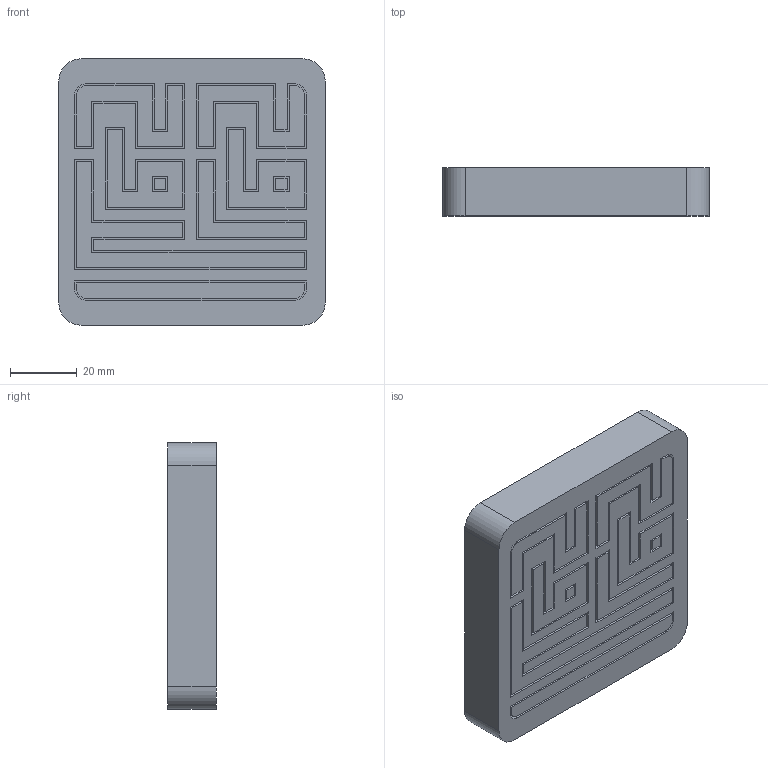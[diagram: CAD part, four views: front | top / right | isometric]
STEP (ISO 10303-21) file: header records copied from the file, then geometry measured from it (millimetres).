
FILE_DESCRIPTION(/* description */ (''),/* implementation_level */ '2;1');
FILE_NAME(/* name */ 'soms_v2 v4.step',/* time_stamp */ '2025-07-18T20:46:12-04:00',/* author */ (''),/* organization */ (''),/* preprocessor_version */ 'ST-DEVELOPER v20.1',/* originating_system */ 'Autodesk Translation Framework v14.10.0.0',/* authorisation */ '');
FILE_SCHEMA (('AUTOMOTIVE_DESIGN { 1 0 10303 214 3 1 1 }'));
Products named in the file (1): soms_v2
Bounding box: 80 x 14.53 x 80 mm (x, y, z)
Volume: 78198.9 mm3; surface area: 33313.5 mm2
Topology: 1 solids, 1 shells, 1388 faces, 3818 edges, 2510 vertices
Faces by surface type: plane 896, bspline 461, cylinder 31
Entity records: 51493 total; most frequent: CARTESIAN_POINT 19879, ORIENTED_EDGE 7636, DIRECTION 4535, EDGE_CURVE 3818, LINE 2553, VECTOR 2553, VERTEX_POINT 2510, EDGE_LOOP 1470
